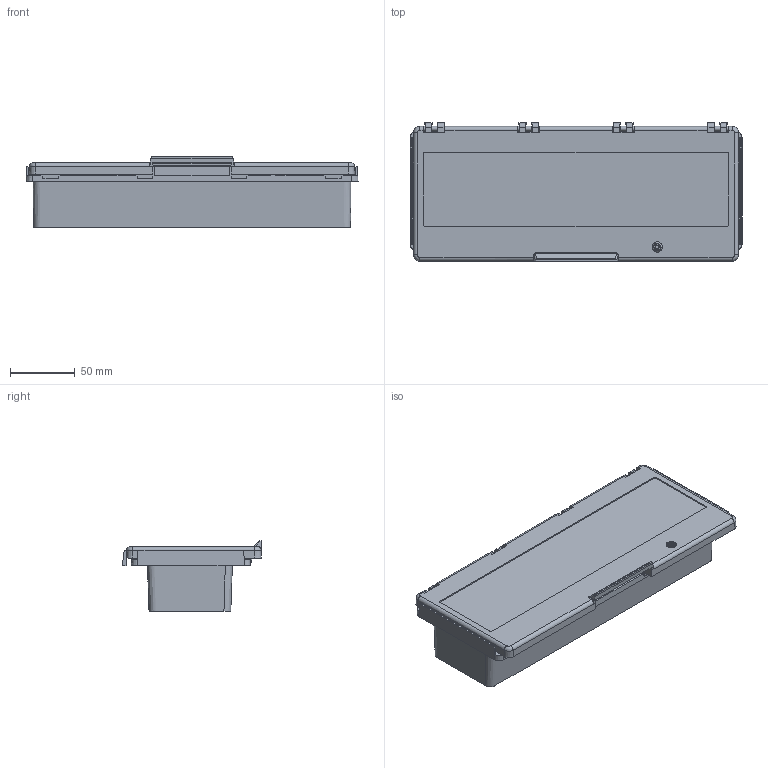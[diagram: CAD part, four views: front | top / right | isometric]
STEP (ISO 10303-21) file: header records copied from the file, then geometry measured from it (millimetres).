
FILE_DESCRIPTION (( 'STEP AP214' ), '1' );
FILE_NAME ('FIBOX_L13.STEP', '2010-03-04T13:06:40', ( 'KennethW' ), ( 'FIBOX' ), 'SwSTEP 2.0', 'SolidWorks 2009', '' );
FILE_SCHEMA (( 'AUTOMOTIVE_DESIGN' ));
Length unit declared in the file: millimetre
Products named in the file (4): 10873; L13_lidpart; L13_framepart; FIBOX_L13
Assembly tree (3 placements, depth 2):
  FIBOX_L13
    L13_framepart
    L13_lidpart
    10873
Bounding box: 257.2 x 107.24 x 54.68 mm (x, y, z)
Volume: 212551.3 mm3; surface area: 164039.6 mm2
Topology: 7 solids, 7 shells, 440 faces, 1223 edges, 797 vertices
Faces by surface type: plane 261, cylinder 97, cone 32, bspline 25, torus 23, sphere 2
Entity records: 17442 total; most frequent: CARTESIAN_POINT 5924, ORIENTED_EDGE 2438, DIRECTION 2201, EDGE_CURVE 1219, VECTOR 803, LINE 803, VERTEX_POINT 795, AXIS2_PLACEMENT_3D 699
